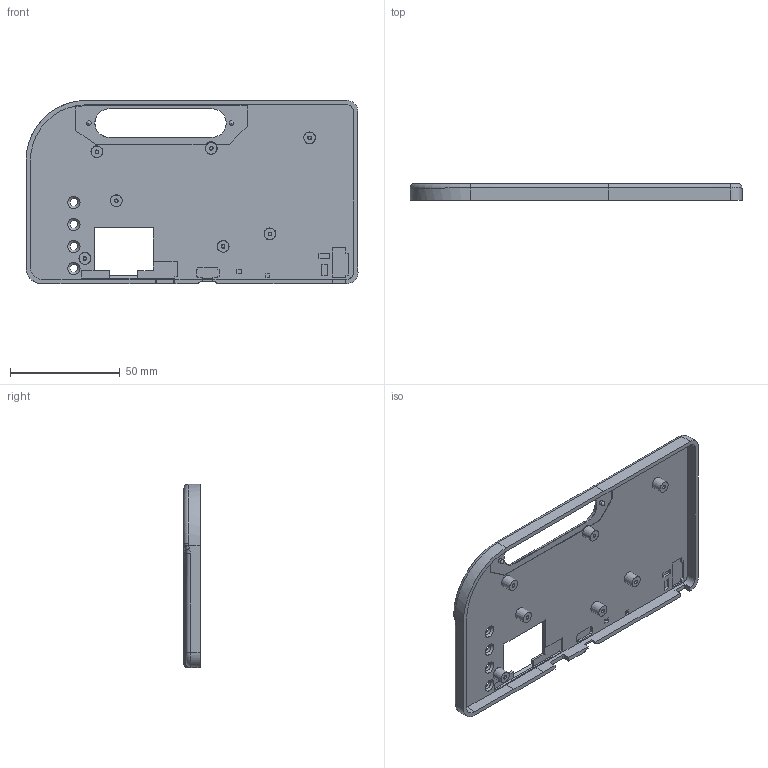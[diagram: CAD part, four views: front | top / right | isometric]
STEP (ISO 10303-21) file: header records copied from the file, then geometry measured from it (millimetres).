
FILE_DESCRIPTION(/* description */ (''),/* implementation_level */ '2;1');
FILE_NAME(/* name */ 'V19B top.step',/* time_stamp */ '2021-08-06T23:31:09+08:00',/* author */ (''),/* organization */ (''),/* preprocessor_version */ 'ST-DEVELOPER v18.1',/* originating_system */ 'Autodesk Translation Framework v10.9.0.1377',/* authorisation */ '');
FILE_SCHEMA (('AUTOMOTIVE_DESIGN { 1 0 10303 214 3 1 1 }'));
Length unit declared in the file: millimetre
Products named in the file (1): Pocket organ V19
Bounding box: 151.06 x 7.5 x 83.37 mm (x, y, z)
Volume: 29274.2 mm3; surface area: 28768.5 mm2
Topology: 1 solids, 1 shells, 362 faces, 917 edges, 593 vertices
Faces by surface type: plane 185, bspline 77, cylinder 54, cone 35, torus 9, sphere 2
Full cylindrical faces by diameter (mm): 1 x9, 2 x2, 3.6 x4
Entity records: 11859 total; most frequent: CARTESIAN_POINT 3418, ORIENTED_EDGE 1826, DIRECTION 1563, EDGE_CURVE 913, VERTEX_POINT 593, LINE 553, VECTOR 553, AXIS2_PLACEMENT_3D 505
